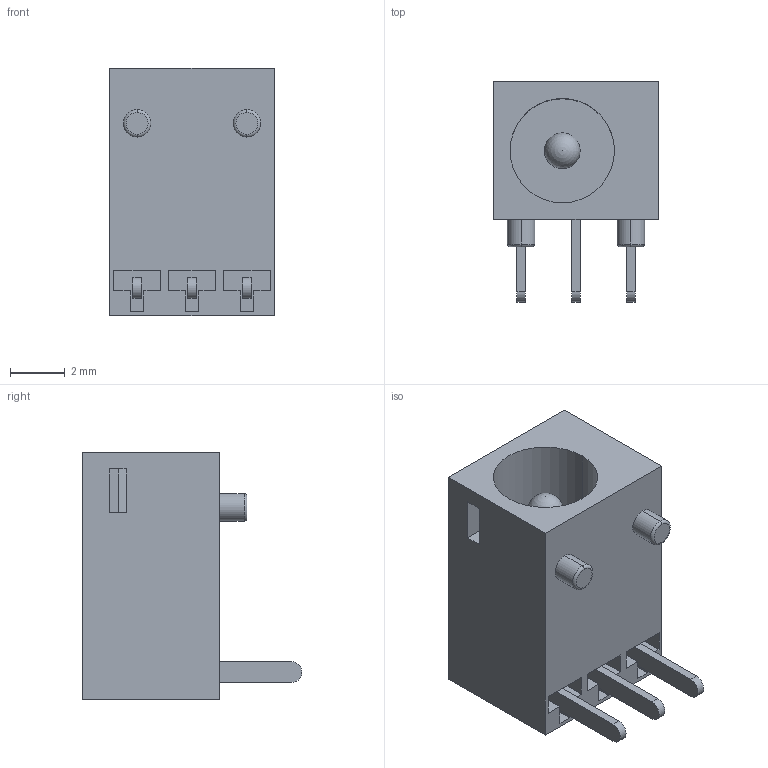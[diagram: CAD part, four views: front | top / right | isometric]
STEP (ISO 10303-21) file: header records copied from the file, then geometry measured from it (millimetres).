
FILE_DESCRIPTION (( 'STEP AP214' ), '1' );
FILE_NAME ('CUI_DEVICES_PJ-036DH.step', '2019-10-20T23:22:39', ( '' ), ( '' ), 'SwSTEP 2.0', 'SolidWorks 2019', '' );
FILE_SCHEMA (( 'AUTOMOTIVE_DESIGN' ));
Length unit declared in the file: inch
Products named in the file (1): CUI_DEVICES_PJ-036DH
Bounding box: 6 x 8 x 9 mm (x, y, z)
Volume: 194.5 mm3; surface area: 536.1 mm2
Topology: 2 solids, 2 shells, 108 faces, 273 edges, 179 vertices
Faces by surface type: plane 86, cylinder 15, torus 6, sphere 1
Entity records: 3496 total; most frequent: CARTESIAN_POINT 558, ORIENTED_EDGE 542, DIRECTION 533, EDGE_CURVE 271, VECTOR 227, LINE 227, VERTEX_POINT 178, AXIS2_PLACEMENT_3D 153
